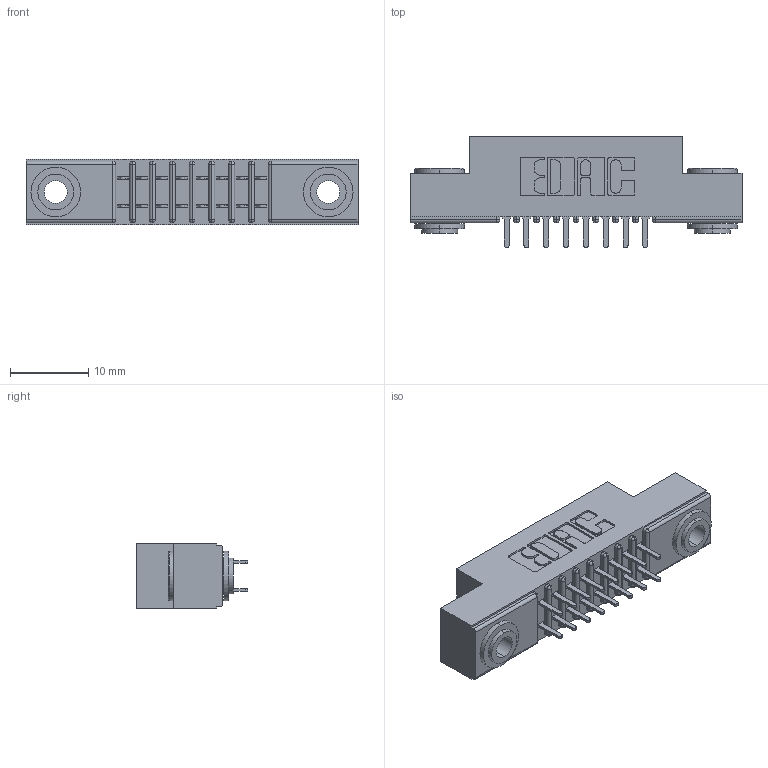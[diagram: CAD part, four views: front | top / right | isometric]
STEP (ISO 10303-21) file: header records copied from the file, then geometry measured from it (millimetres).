
FILE_DESCRIPTION (( 'STEP AP203' ), '1' );
FILE_NAME ('341-016-520-203.STEP', '2018-08-06T15:36:47', ( '' ), ( '' ), 'SwSTEP 2.0', 'SolidWorks 2016', '' );
FILE_SCHEMA (( 'CONFIG_CONTROL_DESIGN' ));
Length unit declared in the file: inch
Products named in the file (4): 341 Part_.156 (3.96) Dia Mounting Holes; 341-292-001_341-292-120; 345-250-002_345-250-002-102; 341-016-520-203
Assembly tree (19 placements, depth 2):
  341-016-520-203
    341 Part_.156 (3.96) Dia Mounting Holes
    341-292-001_341-292-120  x16
    345-250-002_345-250-002-102  x2
Bounding box: 42.55 x 14.27 x 8.38 mm (x, y, z)
Volume: 2462.2 mm3; surface area: 4495.1 mm2
Topology: 19 solids, 19 shells, 1224 faces, 3492 edges, 2262 vertices
Faces by surface type: plane 732, cylinder 452, sphere 18, torus 14, cone 8
Entity records: 15276 total; most frequent: CARTESIAN_POINT 2521, ORIENTED_EDGE 2492, DIRECTION 2486, EDGE_CURVE 1246, LINE 960, VECTOR 960, VERTEX_POINT 798, AXIS2_PLACEMENT_3D 763
